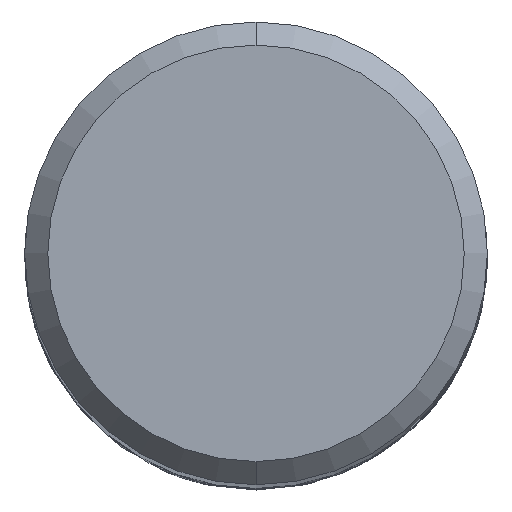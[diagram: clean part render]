
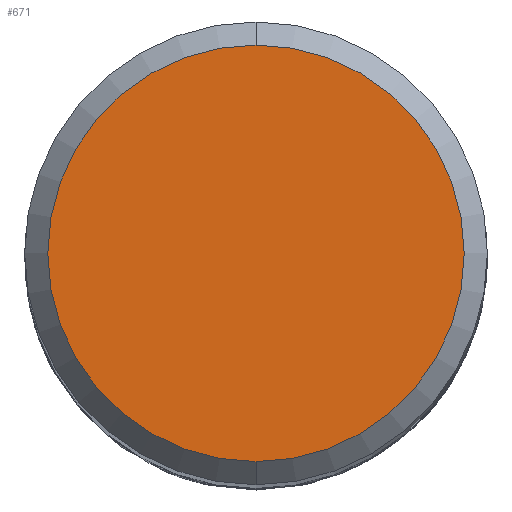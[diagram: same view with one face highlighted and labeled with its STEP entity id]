
A CAD part, top view. The second image highlights one B-rep face of the part: STEP entity #671.
In plain terms, the highlighted planar face has unit normal (0, 0, 1).
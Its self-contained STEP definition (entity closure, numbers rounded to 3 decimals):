
#671=ADVANCED_FACE('',(#1578),#1579,.T.);
#783=VERTEX_POINT('',#1704);
#885=VERTEX_POINT('',#1815);
#985=EDGE_CURVE('',#885,#783,#1920,.T.);
#1109=EDGE_CURVE('',#783,#885,#2050,.T.);
#1578=FACE_OUTER_BOUND('',#3840,.T.);
#1579=PLANE('',#3841);
#1704=CARTESIAN_POINT('',(0.,-4.5,0.0));
#1815=CARTESIAN_POINT('',(0.0,4.5,0.0));
#1920=CIRCLE('',#8781,4.5);
#2050=CIRCLE('',#10119,4.5);
#3840=EDGE_LOOP('',(#13496,#13497));
#3841=AXIS2_PLACEMENT_3D('',#13498,#13499,#13500);
#8781=AXIS2_PLACEMENT_3D('',#13784,#13785,#13786);
#10119=AXIS2_PLACEMENT_3D('',#13880,#13881,#13882);
#13496=ORIENTED_EDGE('',*,*,#985,.F.);
#13497=ORIENTED_EDGE('',*,*,#1109,.F.);
#13498=CARTESIAN_POINT('',(0.0,2.25,0.0));
#13499=DIRECTION('',(-0.0,0.0,1.0));
#13500=DIRECTION('',(0.0,-1.0,0.0));
#13784=CARTESIAN_POINT('',(0.0,0.0,0.0));
#13785=DIRECTION('',(0.0,0.0,-1.0));
#13786=DIRECTION('',(0.0,1.0,0.0));
#13880=CARTESIAN_POINT('',(0.0,0.0,0.0));
#13881=DIRECTION('',(0.0,0.0,-1.0));
#13882=DIRECTION('',(0.0,1.0,0.0));
